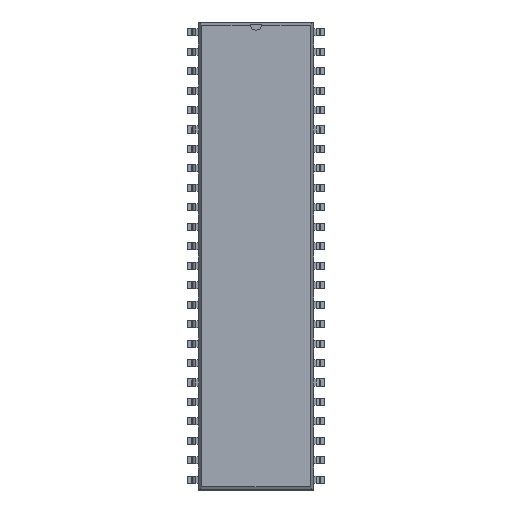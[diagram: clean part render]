
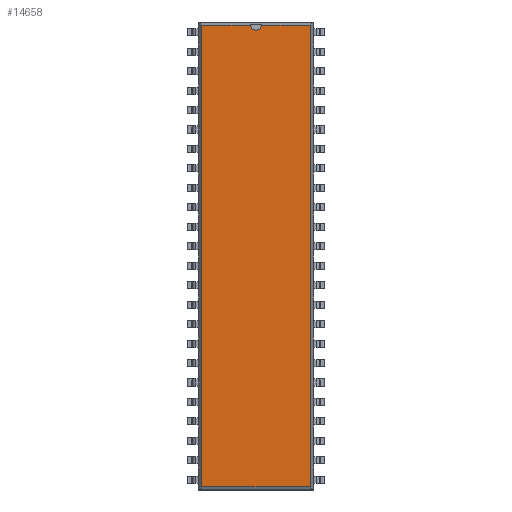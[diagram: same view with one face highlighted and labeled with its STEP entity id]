
A CAD part, top view. The second image highlights one B-rep face of the part: STEP entity #14658.
In plain terms, the highlighted planar face has unit normal (0, 0, 1).
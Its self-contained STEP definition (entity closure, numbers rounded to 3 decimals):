
#27=VECTOR('',#28,1.);
#28=DIRECTION('',(0.,1.,0.));
#34=VECTOR('',#35,1.);
#35=DIRECTION('',(-1.,0.,0.));
#41=VECTOR('',#42,1.);
#42=DIRECTION('',(0.,-1.,0.));
#46=VECTOR('',#47,1.);
#47=DIRECTION('',(1.,0.,0.));
#50=DIRECTION('',(0.,0.,-1.));
#2541=DIRECTION('',(0.,0.,-1.));
#9808=VERTEX_POINT('',#9809);
#9809=CARTESIAN_POINT('',(7.106,30.141,3.68));
#9811=ORIENTED_EDGE('',*,*,#9812,.F.);
#9812=EDGE_CURVE('',#9813,#9808,#9815,.T.);
#9813=VERTEX_POINT('',#9814);
#9814=CARTESIAN_POINT('',(7.106,-30.141,3.68));
#9815=LINE('',#9814,#27);
#12177=VERTEX_POINT('',#12178);
#12178=CARTESIAN_POINT('',(-7.106,30.141,3.68));
#12180=ORIENTED_EDGE('',*,*,#12181,.F.);
#12181=EDGE_CURVE('',#12182,#12177,#12184,.T.);
#12182=VERTEX_POINT('',#12183);
#12183=CARTESIAN_POINT('',(-0.746,30.141,3.68));
#12184=LINE('',#9809,#34);
#12203=VERTEX_POINT('',#12204);
#12204=CARTESIAN_POINT('',(0.746,30.141,3.68));
#12210=ORIENTED_EDGE('',*,*,#12211,.F.);
#12211=EDGE_CURVE('',#9808,#12203,#12184,.T.);
#12291=VERTEX_POINT('',#12292);
#12292=CARTESIAN_POINT('',(-7.106,-30.141,3.68));
#12294=ORIENTED_EDGE('',*,*,#12295,.F.);
#12295=EDGE_CURVE('',#12177,#12291,#12296,.T.);
#12296=LINE('',#12178,#41);
#14653=ORIENTED_EDGE('',*,*,#14654,.F.);
#14654=EDGE_CURVE('',#12291,#9813,#14655,.T.);
#14655=LINE('',#12292,#46);
#14658=ADVANCED_FACE('',(#14659),#14670,.F.);
#14659=FACE_BOUND('',#14660,.F.);
#14660=EDGE_LOOP('',(#9811,#14653,#12294,#12180,#14661,#14668,#12210));
#14661=ORIENTED_EDGE('',*,*,#14662,.F.);
#14662=EDGE_CURVE('',#14663,#12182,#14665,.T.);
#14663=VERTEX_POINT('',#14664);
#14664=CARTESIAN_POINT('',(0.,29.466,3.68));
#14665=CIRCLE('',#14666,0.75);
#14666=AXIS2_PLACEMENT_3D('',#14667,#2541,#42);
#14667=CARTESIAN_POINT('',(0.,30.216,3.68));
#14668=ORIENTED_EDGE('',*,*,#14669,.F.);
#14669=EDGE_CURVE('',#12203,#14663,#14665,.T.);
#14670=PLANE('',#14671);
#14671=AXIS2_PLACEMENT_3D('',#9814,#50,#14672);
#14672=DIRECTION('',(-0.229,0.973,0.));
